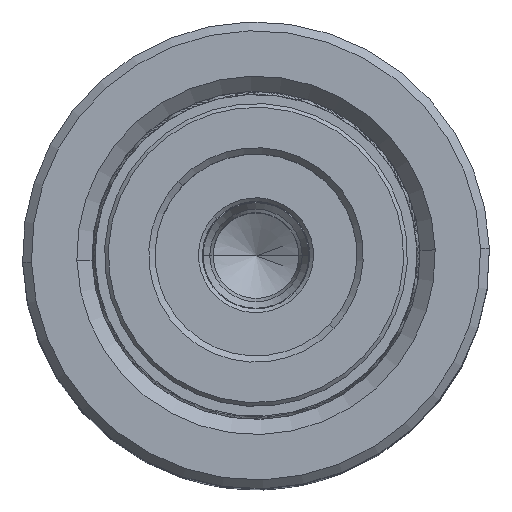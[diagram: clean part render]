
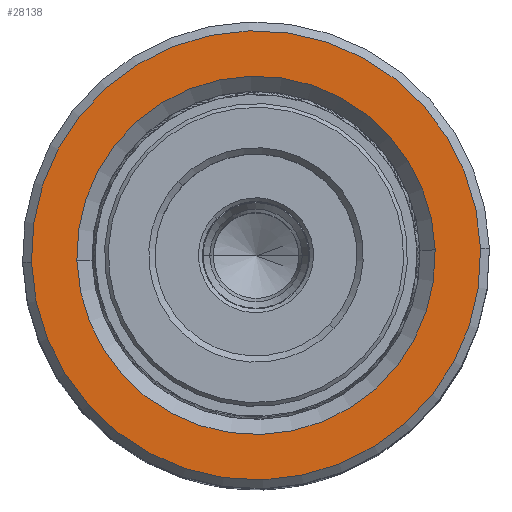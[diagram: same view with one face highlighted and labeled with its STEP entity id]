
A CAD part, top view. The second image highlights one B-rep face of the part: STEP entity #28138.
In plain terms, the highlighted planar face has unit normal (0, 0, 1).
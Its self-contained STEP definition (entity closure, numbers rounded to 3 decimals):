
#544 = VERTEX_POINT ( 'NONE', #4629 ) ;
#856 = AXIS2_PLACEMENT_3D ( 'NONE', #11412, #2870, #30254 ) ;
#1491 = CIRCLE ( 'NONE', #20246, 14.2 ) ;
#1867 = CIRCLE ( 'NONE', #7001, 14.2 ) ;
#1978 = FACE_BOUND ( 'NONE', #26010, .T. ) ;
#2067 = EDGE_CURVE ( 'NONE', #544, #10671, #1867, .T. ) ;
#2870 = DIRECTION ( 'NONE',  ( 0., 0., 1. ) ) ;
#4163 = DIRECTION ( 'NONE',  ( 1., 0., 0. ) ) ;
#4316 = EDGE_CURVE ( 'NONE', #23665, #20685, #8231, .T. ) ;
#4482 = CARTESIAN_POINT ( 'NONE',  ( 0., 0., 60. ) ) ;
#4629 = CARTESIAN_POINT ( 'NONE',  ( 14.2, 0., 60. ) ) ;
#5014 = PLANE ( 'NONE',  #33267 ) ;
#6798 = ORIENTED_EDGE ( 'NONE', *, *, #2067, .T. ) ;
#7001 = AXIS2_PLACEMENT_3D ( 'NONE', #28375, #11850, #4163 ) ;
#7775 = CARTESIAN_POINT ( 'NONE',  ( -14.2, 0., 60. ) ) ;
#8231 = CIRCLE ( 'NONE', #856, 17.8 ) ;
#8869 = ORIENTED_EDGE ( 'NONE', *, *, #30197, .T. ) ;
#10671 = VERTEX_POINT ( 'NONE', #7775 ) ;
#11412 = CARTESIAN_POINT ( 'NONE',  ( 0., 0., 60. ) ) ;
#11850 = DIRECTION ( 'NONE',  ( 0., 0., -1. ) ) ;
#11998 = EDGE_CURVE ( 'NONE', #20685, #23665, #26225, .T. ) ;
#12847 = DIRECTION ( 'NONE',  ( 0., 0., 1. ) ) ;
#12949 = DIRECTION ( 'NONE',  ( 0., 0., -1. ) ) ;
#18081 = CARTESIAN_POINT ( 'NONE',  ( 0., 0., 60. ) ) ;
#19176 = ORIENTED_EDGE ( 'NONE', *, *, #4316, .T. ) ;
#20246 = AXIS2_PLACEMENT_3D ( 'NONE', #29128, #12949, #23442 ) ;
#20676 = FACE_OUTER_BOUND ( 'NONE', #27764, .T. ) ;
#20685 = VERTEX_POINT ( 'NONE', #24731 ) ;
#23442 = DIRECTION ( 'NONE',  ( 1., 0., 0. ) ) ;
#23665 = VERTEX_POINT ( 'NONE', #31310 ) ;
#24731 = CARTESIAN_POINT ( 'NONE',  ( 17.8, 0., 60. ) ) ;
#26010 = EDGE_LOOP ( 'NONE', ( #6798, #8869 ) ) ;
#26225 = CIRCLE ( 'NONE', #34147, 17.8 ) ;
#27291 = ORIENTED_EDGE ( 'NONE', *, *, #11998, .T. ) ;
#27764 = EDGE_LOOP ( 'NONE', ( #19176, #27291 ) ) ;
#28138 = ADVANCED_FACE ( 'NONE', ( #20676, #1978 ), #5014, .T. ) ;
#28375 = CARTESIAN_POINT ( 'NONE',  ( 0., 0., 60. ) ) ;
#29128 = CARTESIAN_POINT ( 'NONE',  ( 0., 0., 60. ) ) ;
#30197 = EDGE_CURVE ( 'NONE', #10671, #544, #1491, .T. ) ;
#30254 = DIRECTION ( 'NONE',  ( 1., 0., 0. ) ) ;
#31310 = CARTESIAN_POINT ( 'NONE',  ( -17.8, 0., 60. ) ) ;
#31396 = DIRECTION ( 'NONE',  ( 1., 0., 0. ) ) ;
#31509 = DIRECTION ( 'NONE',  ( 1., 0., 0. ) ) ;
#33267 = AXIS2_PLACEMENT_3D ( 'NONE', #4482, #12847, #31509 ) ;
#34147 = AXIS2_PLACEMENT_3D ( 'NONE', #18081, #34407, #31396 ) ;
#34407 = DIRECTION ( 'NONE',  ( 0., 0., 1. ) ) ;
